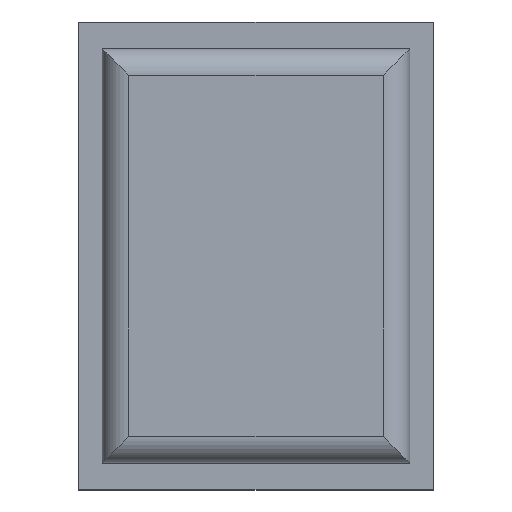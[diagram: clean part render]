
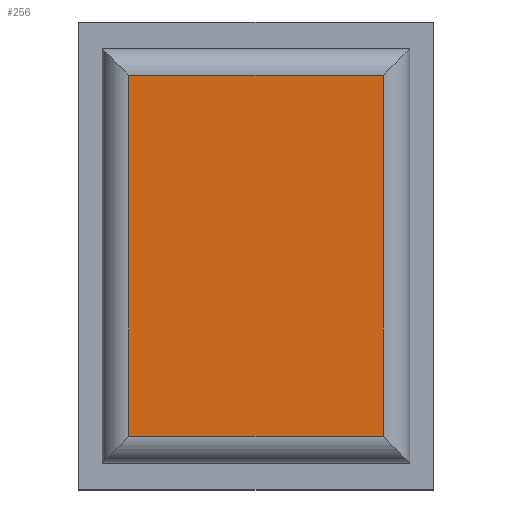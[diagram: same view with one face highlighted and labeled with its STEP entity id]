
A CAD part, top view. The second image highlights one B-rep face of the part: STEP entity #256.
In plain terms, the highlighted planar face has unit normal (0, 0, 1).
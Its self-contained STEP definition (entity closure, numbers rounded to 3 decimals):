
#104 = VERTEX_POINT('',#105);
#105 = CARTESIAN_POINT('',(0.95,-0.64,0.98));
#112 = EDGE_CURVE('',#104,#113,#115,.T.);
#113 = VERTEX_POINT('',#114);
#114 = CARTESIAN_POINT('',(-0.95,-0.64,0.98));
#115 = LINE('',#116,#117);
#116 = CARTESIAN_POINT('',(1.15,-0.64,0.98));
#117 = VECTOR('',#118,1.);
#118 = DIRECTION('',(-1.,0.,0.));
#236 = VERTEX_POINT('',#237);
#237 = CARTESIAN_POINT('',(0.95,2.06,0.98));
#244 = EDGE_CURVE('',#236,#104,#245,.T.);
#245 = LINE('',#246,#247);
#246 = CARTESIAN_POINT('',(0.95,2.26,0.98));
#247 = VECTOR('',#248,1.);
#248 = DIRECTION('',(0.,-1.,0.));
#256 = ADVANCED_FACE('',(#257),#275,.T.);
#257 = FACE_BOUND('',#258,.T.);
#258 = EDGE_LOOP('',(#259,#260,#261,#269));
#259 = ORIENTED_EDGE('',*,*,#112,.F.);
#260 = ORIENTED_EDGE('',*,*,#244,.F.);
#261 = ORIENTED_EDGE('',*,*,#262,.F.);
#262 = EDGE_CURVE('',#263,#236,#265,.T.);
#263 = VERTEX_POINT('',#264);
#264 = CARTESIAN_POINT('',(-0.95,2.06,0.98));
#265 = LINE('',#266,#267);
#266 = CARTESIAN_POINT('',(-1.15,2.06,0.98));
#267 = VECTOR('',#268,1.);
#268 = DIRECTION('',(1.,0.,0.));
#269 = ORIENTED_EDGE('',*,*,#270,.F.);
#270 = EDGE_CURVE('',#113,#263,#271,.T.);
#271 = LINE('',#272,#273);
#272 = CARTESIAN_POINT('',(-0.95,-0.84,0.98));
#273 = VECTOR('',#274,1.);
#274 = DIRECTION('',(0.,1.,0.));
#275 = PLANE('',#276);
#276 = AXIS2_PLACEMENT_3D('',#277,#278,#279);
#277 = CARTESIAN_POINT('',(-1.15,2.26,0.98));
#278 = DIRECTION('',(0.,0.,1.));
#279 = DIRECTION('',(1.,0.,0.));
